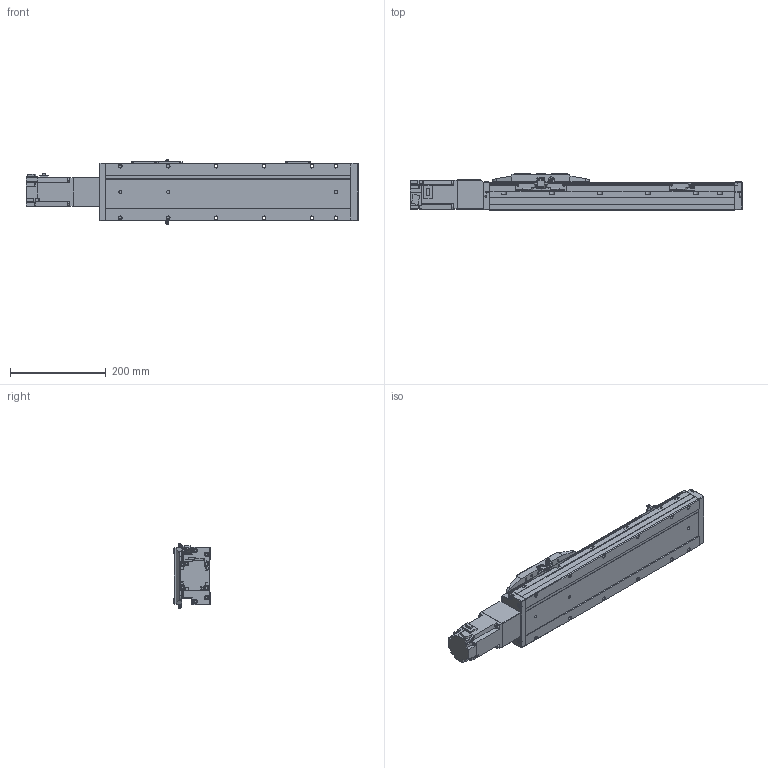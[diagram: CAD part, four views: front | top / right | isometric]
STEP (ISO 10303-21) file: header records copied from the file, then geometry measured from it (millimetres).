
FILE_DESCRIPTION (( 'STEP AP214' ), '1' );
FILE_NAME ('MTU120BC-16XLD-0300-XXXX.STEP', '2025-02-27T13:29:01', ( '' ), ( '' ), 'SwSTEP 2.0', 'SolidWorks 2022', '' );
FILE_SCHEMA (( 'AUTOMOTIVE_DESIGN' ));
Length unit declared in the file: millimetre
Products named in the file (11): MTU120-300SENSOR; MTU120-300FANGTOOTH; MTU120BC-16XLD-0300-XXXX; MTU120-300-4; MTU120-300-3; MTU120-300MOTOR; FANG STICKER; MTU120-300-2; MTU120-300CARRIAGE; MTU120-300-1; MTU120-300SENSROPLATE
Assembly tree (14 placements, depth 2):
  MTU120BC-16XLD-0300-XXXX
    MTU120-300-1
    MTU120-300-2
    MTU120-300-3
    MTU120-300MOTOR
    MTU120-300CARRIAGE
    MTU120-300-4
    MTU120-300SENSROPLATE  x3
    MTU120-300SENSOR  x3
    MTU120-300FANGTOOTH
    FANG STICKER
Bounding box: 692.3 x 76 x 133.6 mm (x, y, z)
Volume: 4156020.8 mm3; surface area: 386690.7 mm2
Topology: 14 solids, 15 shells, 1654 faces, 4277 edges, 2781 vertices
Faces by surface type: plane 1063, cylinder 443, cone 94, torus 50, sphere 4
Entity records: 42756 total; most frequent: CARTESIAN_POINT 7769, DIRECTION 7213, ORIENTED_EDGE 7102, EDGE_CURVE 3551, VECTOR 2643, LINE 2643, VERTEX_POINT 2309, AXIS2_PLACEMENT_3D 2285
